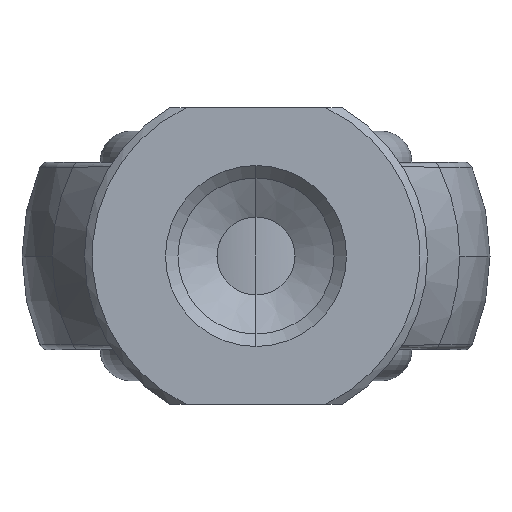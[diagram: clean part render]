
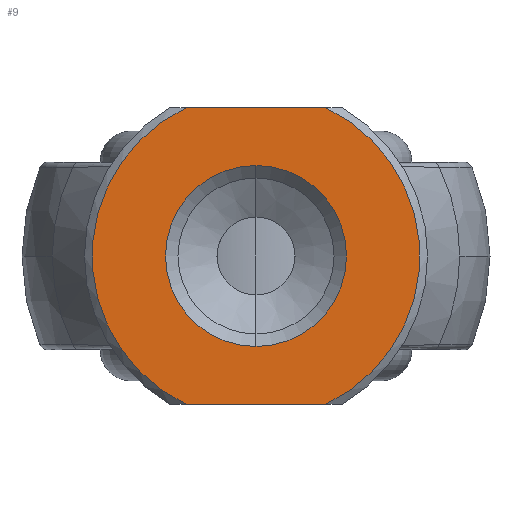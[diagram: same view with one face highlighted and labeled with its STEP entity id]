
A CAD part, left-side view. The second image highlights one B-rep face of the part: STEP entity #9.
In plain terms, the highlighted planar face has unit normal (-1, 0, 0).
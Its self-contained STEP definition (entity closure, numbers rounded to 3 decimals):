
#9 = ADVANCED_FACE ( 'NONE', ( #559, #469 ), #929, .F. ) ;
#79 = AXIS2_PLACEMENT_3D ( 'NONE', #643, #699, #700 ) ;
#104 = AXIS2_PLACEMENT_3D ( 'NONE', #2008, #721, #641 ) ;
#135 = AXIS2_PLACEMENT_3D ( 'NONE', #928, #930, #931 ) ;
#143 = EDGE_CURVE ( 'NONE', #803, #801, #382, .T. ) ;
#145 = EDGE_CURVE ( 'NONE', #792, #800, #376, .T. ) ;
#204 = AXIS2_PLACEMENT_3D ( 'NONE', #1308, #1439, #1440 ) ;
#225 = EDGE_CURVE ( 'NONE', #792, #801, #325, .T. ) ;
#303 = EDGE_CURVE ( 'NONE', #803, #800, #442, .T. ) ;
#309 = EDGE_CURVE ( 'NONE', #811, #794, #505, .T. ) ;
#310 = EDGE_CURVE ( 'NONE', #794, #811, #494, .T. ) ;
#320 = AXIS2_PLACEMENT_3D ( 'NONE', #1342, #1285, #1302 ) ;
#325 = LINE ( 'NONE', #1466, #388 ) ;
#376 = CIRCLE ( 'NONE', #204, 10.5 ) ;
#380 = VECTOR ( 'NONE', #1962, 1000. ) ;
#382 = CIRCLE ( 'NONE', #320, 10.5 ) ;
#388 = VECTOR ( 'NONE', #1455, 1000. ) ;
#442 = LINE ( 'NONE', #1966, #380 ) ;
#469 = FACE_OUTER_BOUND ( 'NONE', #1883, .T. ) ;
#494 = CIRCLE ( 'NONE', #79, 5.8 ) ;
#505 = CIRCLE ( 'NONE', #104, 5.8 ) ;
#559 = FACE_BOUND ( 'NONE', #1871, .T. ) ;
#614 = CARTESIAN_POINT ( 'NONE',  ( 0., -4.472, 9.5 ) ) ;
#615 = CARTESIAN_POINT ( 'NONE',  ( 0., 4.472, -9.5 ) ) ;
#617 = CARTESIAN_POINT ( 'NONE',  ( 0., 4.472, 9.5 ) ) ;
#625 = CARTESIAN_POINT ( 'NONE',  ( 0., 0., 5.8 ) ) ;
#637 = CARTESIAN_POINT ( 'NONE',  ( 0., -4.472, -9.5 ) ) ;
#641 = DIRECTION ( 'NONE',  ( 0., 0., -1. ) ) ;
#643 = CARTESIAN_POINT ( 'NONE',  ( 0., 0., 0. ) ) ;
#699 = DIRECTION ( 'NONE',  ( 1., 0., 0. ) ) ;
#700 = DIRECTION ( 'NONE',  ( 0., 0., -1. ) ) ;
#721 = DIRECTION ( 'NONE',  ( 1., 0., 0. ) ) ;
#728 = CARTESIAN_POINT ( 'NONE',  ( 0., 0., -5.8 ) ) ;
#792 = VERTEX_POINT ( 'NONE', #637 ) ;
#794 = VERTEX_POINT ( 'NONE', #728 ) ;
#800 = VERTEX_POINT ( 'NONE', #614 ) ;
#801 = VERTEX_POINT ( 'NONE', #615 ) ;
#803 = VERTEX_POINT ( 'NONE', #617 ) ;
#811 = VERTEX_POINT ( 'NONE', #625 ) ;
#928 = CARTESIAN_POINT ( 'NONE',  ( 0., 5., 0. ) ) ;
#929 = PLANE ( 'NONE',  #135 ) ;
#930 = DIRECTION ( 'NONE',  ( 1., 0., 0. ) ) ;
#931 = DIRECTION ( 'NONE',  ( 0., 0., -1. ) ) ;
#1285 = DIRECTION ( 'NONE',  ( -1., 0., 0. ) ) ;
#1302 = DIRECTION ( 'NONE',  ( 0., 0., -1. ) ) ;
#1308 = CARTESIAN_POINT ( 'NONE',  ( 0., 0., 0. ) ) ;
#1342 = CARTESIAN_POINT ( 'NONE',  ( 0., 0., 0. ) ) ;
#1439 = DIRECTION ( 'NONE',  ( -1., 0., 0. ) ) ;
#1440 = DIRECTION ( 'NONE',  ( 0., 0., -1. ) ) ;
#1455 = DIRECTION ( 'NONE',  ( 0., 1., 0. ) ) ;
#1466 = CARTESIAN_POINT ( 'NONE',  ( 0., 5.545, -9.5 ) ) ;
#1616 = ORIENTED_EDGE ( 'NONE', *, *, #143, .T. ) ;
#1783 = ORIENTED_EDGE ( 'NONE', *, *, #303, .F. ) ;
#1814 = ORIENTED_EDGE ( 'NONE', *, *, #310, .T. ) ;
#1817 = ORIENTED_EDGE ( 'NONE', *, *, #309, .T. ) ;
#1821 = ORIENTED_EDGE ( 'NONE', *, *, #145, .T. ) ;
#1830 = ORIENTED_EDGE ( 'NONE', *, *, #225, .F. ) ;
#1871 = EDGE_LOOP ( 'NONE', ( #1817, #1814 ) ) ;
#1883 = EDGE_LOOP ( 'NONE', ( #1830, #1821, #1783, #1616 ) ) ;
#1962 = DIRECTION ( 'NONE',  ( 0., -1., 0. ) ) ;
#1966 = CARTESIAN_POINT ( 'NONE',  ( 0., 5.545, 9.5 ) ) ;
#2008 = CARTESIAN_POINT ( 'NONE',  ( 0., 0., 0. ) ) ;
